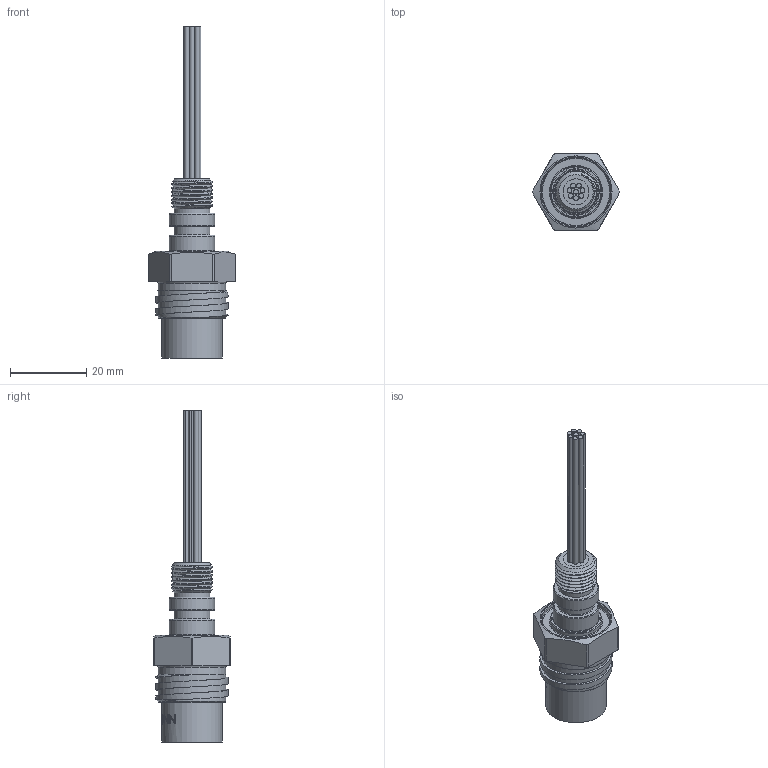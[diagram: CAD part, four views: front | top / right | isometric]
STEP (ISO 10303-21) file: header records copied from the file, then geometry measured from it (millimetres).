
FILE_DESCRIPTION(/* description */ (''),/* implementation_level */ '2;1');
FILE_NAME(/* name */ 'MCBH8F 2 O-ring 20mm Hex.stp',/* time_stamp */ '2014-11-26T12:54:56+01:00',/* author */ ('sh'),/* organization */ (''),/* preprocessor_version */ 'ST-DEVELOPER v15.2',/* originating_system */ 'Autodesk Inventor 2014',/* authorisation */ '');
FILE_SCHEMA (('AUTOMOTIVE_DESIGN { 1 0 10303 214 3 1 1 }'));
Length unit declared in the file: millimetre
Products named in the file (1): MCBH8F 2 O-ring 20mm Hex
Bounding box: 22.87 x 19.94 x 86.96 mm (x, y, z)
Volume: 8662.7 mm3; surface area: 10839.8 mm2
Topology: 30 solids, 30 shells, 816 faces, 2031 edges, 1328 vertices
Faces by surface type: plane 331, cylinder 147, bspline 142, torus 119, cone 77
Full cylindrical faces by diameter (mm): 1.27 x6, 1.321 x8, 2.032 x8, 2.037 x8, 2.057 x8, 2.743 x16, 2.794 x8, 3.175 x48, 5.537 x2, 7.264 x2, 9.322 x1, 9.398 x1, 11.918 x2, 13.5 x1, 15.875 x1, 15.9 x1, 17.628 x1, 17.971 x1
Entity records: 31616 total; most frequent: CARTESIAN_POINT 13576, ORIENTED_EDGE 3354, DIRECTION 3264, EDGE_CURVE 1677, AXIS2_PLACEMENT_3D 1302, VERTEX_POINT 1230, EDGE_LOOP 1137, STYLED_ITEM 827
